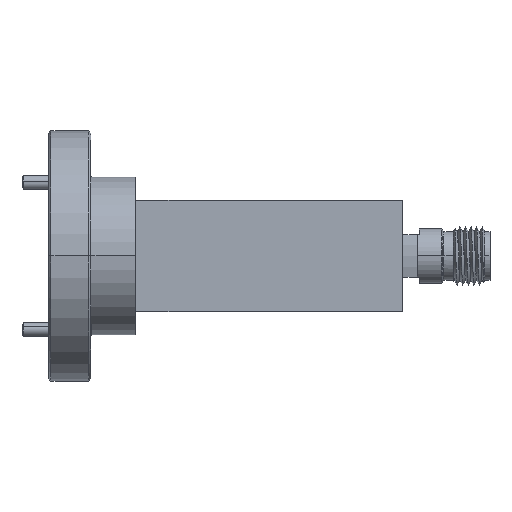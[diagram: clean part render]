
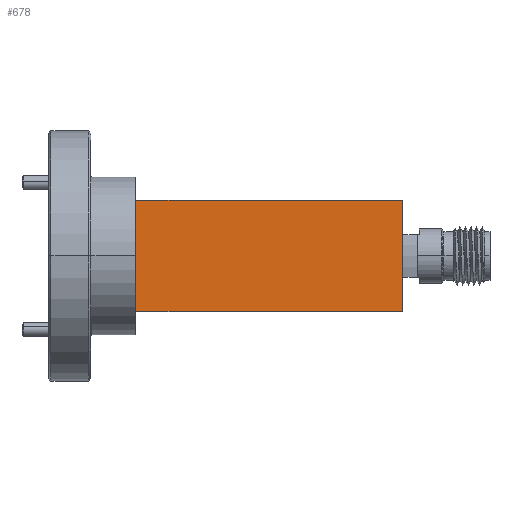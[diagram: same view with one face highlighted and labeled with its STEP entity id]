
A CAD part, top view. The second image highlights one B-rep face of the part: STEP entity #678.
In plain terms, the highlighted planar face has unit normal (0, 0, 1).
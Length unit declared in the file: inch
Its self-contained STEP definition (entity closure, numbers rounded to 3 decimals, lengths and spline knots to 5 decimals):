
#545 = VECTOR ( 'NONE', #3386, 39.37008 ) ;
#678 = ADVANCED_FACE ( 'NONE', ( #3270 ), #9854, .F. ) ;
#1021 = LINE ( 'NONE', #16431, #545 ) ;
#2536 = EDGE_CURVE ( 'NONE', #9163, #6318, #5099, .T. ) ;
#3270 = FACE_OUTER_BOUND ( 'NONE', #8075, .T. ) ;
#3386 = DIRECTION ( 'NONE',  ( 0., -1., 0. ) ) ;
#4264 = AXIS2_PLACEMENT_3D ( 'NONE', #15803, #14248, #7072 ) ;
#4495 = DIRECTION ( 'NONE',  ( 1., 0., 0. ) ) ;
#4989 = DIRECTION ( 'NONE',  ( 1., 0., 0. ) ) ;
#5099 = LINE ( 'NONE', #8812, #12101 ) ;
#5891 = VERTEX_POINT ( 'NONE', #7765 ) ;
#6318 = VERTEX_POINT ( 'NONE', #12329 ) ;
#6617 = EDGE_CURVE ( 'NONE', #6674, #5891, #15948, .T. ) ;
#6674 = VERTEX_POINT ( 'NONE', #13639 ) ;
#7072 = DIRECTION ( 'NONE',  ( -1., 0., 0. ) ) ;
#7765 = CARTESIAN_POINT ( 'NONE',  ( 0.6, 0., 0.6 ) ) ;
#8075 = EDGE_LOOP ( 'NONE', ( #15037, #16035, #13848, #13784 ) ) ;
#8812 = CARTESIAN_POINT ( 'NONE',  ( 0.6, 0.5, 0.6 ) ) ;
#9163 = VERTEX_POINT ( 'NONE', #9873 ) ;
#9854 = PLANE ( 'NONE',  #4264 ) ;
#9873 = CARTESIAN_POINT ( 'NONE',  ( -0.6, 0.5, 0.6 ) ) ;
#10106 = CARTESIAN_POINT ( 'NONE',  ( -0.6, 0.5, 0.6 ) ) ;
#10961 = CARTESIAN_POINT ( 'NONE',  ( 0.6, 0., 0.6 ) ) ;
#11158 = VECTOR ( 'NONE', #11694, 39.37008 ) ;
#11694 = DIRECTION ( 'NONE',  ( 0., -1., 0. ) ) ;
#12101 = VECTOR ( 'NONE', #4495, 39.37008 ) ;
#12184 = EDGE_CURVE ( 'NONE', #9163, #6674, #17323, .T. ) ;
#12329 = CARTESIAN_POINT ( 'NONE',  ( 0.6, 0.5, 0.6 ) ) ;
#13639 = CARTESIAN_POINT ( 'NONE',  ( -0.6, 0., 0.6 ) ) ;
#13784 = ORIENTED_EDGE ( 'NONE', *, *, #12184, .T. ) ;
#13848 = ORIENTED_EDGE ( 'NONE', *, *, #2536, .F. ) ;
#14248 = DIRECTION ( 'NONE',  ( 0., 0., -1. ) ) ;
#15037 = ORIENTED_EDGE ( 'NONE', *, *, #6617, .T. ) ;
#15274 = VECTOR ( 'NONE', #4989, 39.37008 ) ;
#15717 = EDGE_CURVE ( 'NONE', #6318, #5891, #1021, .T. ) ;
#15803 = CARTESIAN_POINT ( 'NONE',  ( 0.6, 0.5, 0.6 ) ) ;
#15948 = LINE ( 'NONE', #10961, #15274 ) ;
#16035 = ORIENTED_EDGE ( 'NONE', *, *, #15717, .F. ) ;
#16431 = CARTESIAN_POINT ( 'NONE',  ( 0.6, 0.5, 0.6 ) ) ;
#17323 = LINE ( 'NONE', #10106, #11158 ) ;
